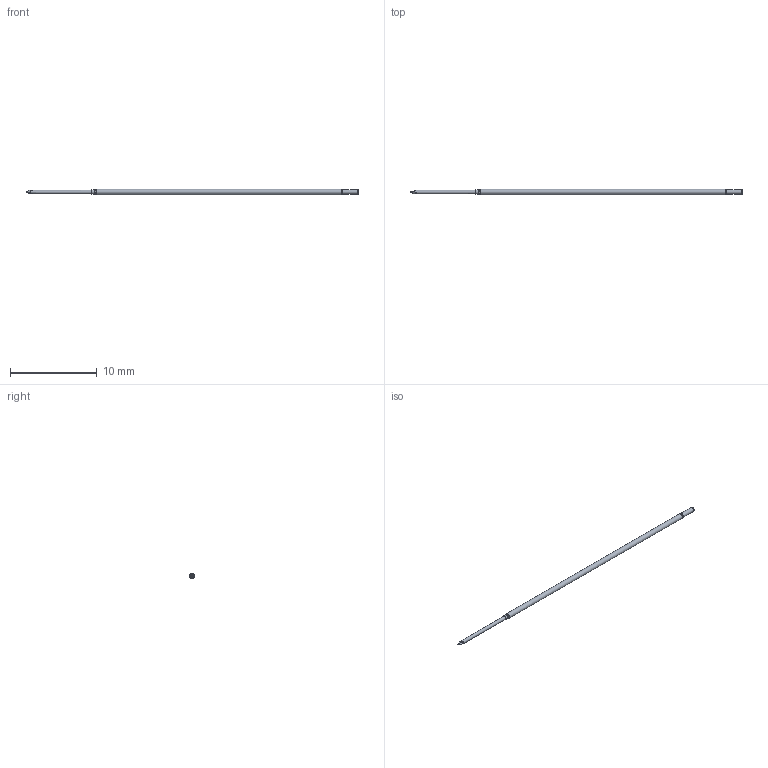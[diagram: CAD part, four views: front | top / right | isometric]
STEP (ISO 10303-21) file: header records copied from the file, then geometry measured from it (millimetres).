
FILE_DESCRIPTION (( 'STEP AP214' ), '1' );
FILE_NAME ('X31-2563.STEP', '2023-06-16T11:58:03', ( '' ), ( '' ), 'SwSTEP 2.0', 'SolidWorks 2020', '' );
FILE_SCHEMA (( 'AUTOMOTIVE_DESIGN' ));
Length unit declared in the file: inch
Products named in the file (1): X31-2563
Bounding box: 38.35 x 0.62 x 0.62 mm (x, y, z)
Volume: 9.9 mm3; surface area: 68.6 mm2
Topology: 1 solids, 1 shells, 20 faces, 42 edges, 25 vertices
Faces by surface type: bspline 6, torus 5, cylinder 4, plane 3, cone 2
Full cylindrical faces by diameter (mm): 0.401 x1, 0.521 x1, 0.523 x1, 0.617 x1
Entity records: 1512 total; most frequent: CARTESIAN_POINT 879, ORIENTED_EDGE 60, DIRECTION 54, EDGE_LOOP 32, EDGE_CURVE 30, FACE_OUTER_BOUND 29, AXIS2_PLACEMENT_3D 27, VERTEX_POINT 24
